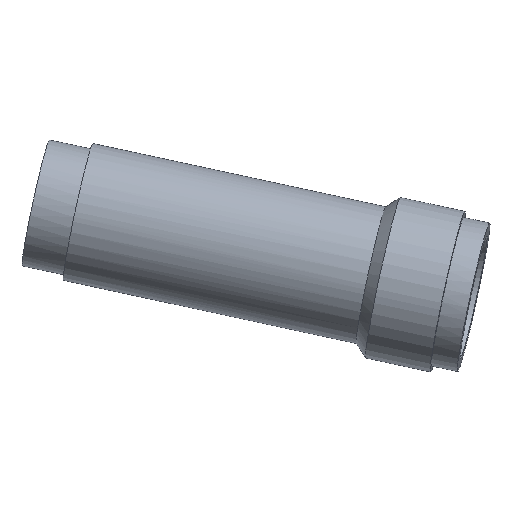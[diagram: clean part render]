
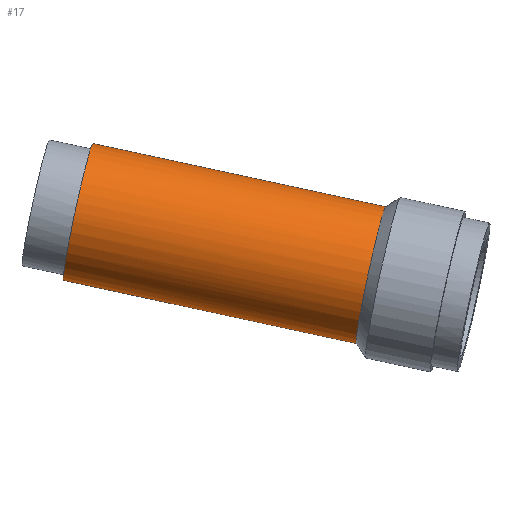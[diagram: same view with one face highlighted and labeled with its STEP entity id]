
A CAD part, front view. The second image highlights one B-rep face of the part: STEP entity #17.
In plain terms, the highlighted free-form (B-spline) face has degree [2, 1] with [9, 2] control points.
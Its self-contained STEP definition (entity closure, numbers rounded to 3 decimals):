
#17 = ADVANCED_FACE('',(#18),#50,.T.);
#18 = FACE_BOUND('',#19,.T.);
#19 = EDGE_LOOP('',(#20,#32,#39,#49));
#20 = ORIENTED_EDGE('',*,*,#21,.T.);
#21 = EDGE_CURVE('',#22,#22,#24,.T.);
#22 = VERTEX_POINT('',#23);
#23 = CARTESIAN_POINT('',(-390.325,-286.117,
    -429.254));
#24 = ( BOUNDED_CURVE() B_SPLINE_CURVE(2,(#25,#26,#27,#28,#29,#30,#31),
.UNSPECIFIED.,.T.,.F.) B_SPLINE_CURVE_WITH_KNOTS((3,2,2,3),(
    4.712,6.807,8.901,10.996),
.PIECEWISE_BEZIER_KNOTS.) CURVE() GEOMETRIC_REPRESENTATION_ITEM() 
RATIONAL_B_SPLINE_CURVE((1.,0.5,1.,0.5,1.,0.5,1.)) REPRESENTATION_ITEM(
  '') );
#25 = CARTESIAN_POINT('',(-390.325,-286.117,
    -429.254));
#26 = CARTESIAN_POINT('',(-388.169,-287.715,
    -418.909));
#27 = CARTESIAN_POINT('',(-388.541,-277.774,
    -422.817));
#28 = CARTESIAN_POINT('',(-388.914,-267.833,-426.726
    ));
#29 = CARTESIAN_POINT('',(-390.697,-276.177,-433.163
    ));
#30 = CARTESIAN_POINT('',(-392.481,-284.52,
    -439.6));
#31 = CARTESIAN_POINT('',(-390.325,-286.117,
    -429.254));
#32 = ORIENTED_EDGE('',*,*,#33,.T.);
#33 = EDGE_CURVE('',#22,#34,#36,.T.);
#34 = VERTEX_POINT('',#35);
#35 = CARTESIAN_POINT('',(-416.169,-284.893,
    -423.68));
#36 = B_SPLINE_CURVE_WITH_KNOTS('',1,(#37,#38),.UNSPECIFIED.,.F.,.F.,(2,
    2),(7.048,27.203),.PIECEWISE_BEZIER_KNOTS.);
#37 = CARTESIAN_POINT('',(-390.325,-286.117,
    -429.254));
#38 = CARTESIAN_POINT('',(-416.169,-284.893,
    -423.68));
#39 = ORIENTED_EDGE('',*,*,#40,.T.);
#40 = EDGE_CURVE('',#34,#34,#41,.T.);
#41 = ( BOUNDED_CURVE() B_SPLINE_CURVE(2,(#42,#43,#44,#45,#46,#47,#48),
.UNSPECIFIED.,.T.,.F.) B_SPLINE_CURVE_WITH_KNOTS((3,2,2,3),(
    1.571,3.665,5.76,7.854),
.PIECEWISE_BEZIER_KNOTS.) CURVE() GEOMETRIC_REPRESENTATION_ITEM() 
RATIONAL_B_SPLINE_CURVE((1.,0.5,1.,0.5,1.,0.5,1.)) REPRESENTATION_ITEM(
  '') );
#42 = CARTESIAN_POINT('',(-416.169,-284.893,
    -423.68));
#43 = CARTESIAN_POINT('',(-418.325,-283.296,
    -434.025));
#44 = CARTESIAN_POINT('',(-416.542,-274.953,
    -427.588));
#45 = CARTESIAN_POINT('',(-414.758,-266.609,
    -421.151));
#46 = CARTESIAN_POINT('',(-414.386,-276.55,
    -417.243));
#47 = CARTESIAN_POINT('',(-414.013,-286.49,
    -413.334));
#48 = CARTESIAN_POINT('',(-416.169,-284.893,
    -423.68));
#49 = ORIENTED_EDGE('',*,*,#33,.F.);
#50 = ( BOUNDED_SURFACE() B_SPLINE_SURFACE(2,1,(
    (#51,#52)
    ,(#53,#54)
    ,(#55,#56)
    ,(#57,#58)
    ,(#59,#60)
    ,(#61,#62)
    ,(#63,#64)
    ,(#65,#66)
,(#67,#68
    )),.UNSPECIFIED.,.T.,.F.,.F.) B_SPLINE_SURFACE_WITH_KNOTS((3,2,2,2,3
    ),(2,2),(3.142,4.189,6.283,8.378,
    9.425),(-27.203,-7.048),.UNSPECIFIED.) 
GEOMETRIC_REPRESENTATION_ITEM() RATIONAL_B_SPLINE_SURFACE((
    (0.75,0.75)
    ,(0.75,0.75)
    ,(1.,1.)
    ,(0.5,0.5)
    ,(1.,1.)
    ,(0.5,0.5)
    ,(1.,1.)
    ,(0.75,0.75)
,(0.75,0.75))) REPRESENTATION_ITEM('') SURFACE() );
#51 = CARTESIAN_POINT('',(-416.169,-284.893,
    -423.68));
#52 = CARTESIAN_POINT('',(-390.325,-286.117,
    -429.254));
#53 = CARTESIAN_POINT('',(-416.888,-284.361,-427.128
    ));
#54 = CARTESIAN_POINT('',(-391.044,-285.585,
    -432.703));
#55 = CARTESIAN_POINT('',(-417.012,-281.047,-428.431
    ));
#56 = CARTESIAN_POINT('',(-391.168,-282.271,-434.006
    ));
#57 = CARTESIAN_POINT('',(-417.384,-271.107,-432.34
    ));
#58 = CARTESIAN_POINT('',(-391.54,-272.331,
    -437.914));
#59 = CARTESIAN_POINT('',(-415.228,-272.704,-421.994
    ));
#60 = CARTESIAN_POINT('',(-389.384,-273.928,
    -427.569));
#61 = CARTESIAN_POINT('',(-413.072,-274.301,
    -411.648));
#62 = CARTESIAN_POINT('',(-387.228,-275.525,
    -417.223));
#63 = CARTESIAN_POINT('',(-414.856,-282.645,-418.085)
  );
#64 = CARTESIAN_POINT('',(-389.012,-283.869,
    -423.66));
#65 = CARTESIAN_POINT('',(-415.451,-285.426,-420.231
    ));
#66 = CARTESIAN_POINT('',(-389.606,-286.65,-425.806
    ));
#67 = CARTESIAN_POINT('',(-416.169,-284.893,
    -423.68));
#68 = CARTESIAN_POINT('',(-390.325,-286.117,
    -429.254));
